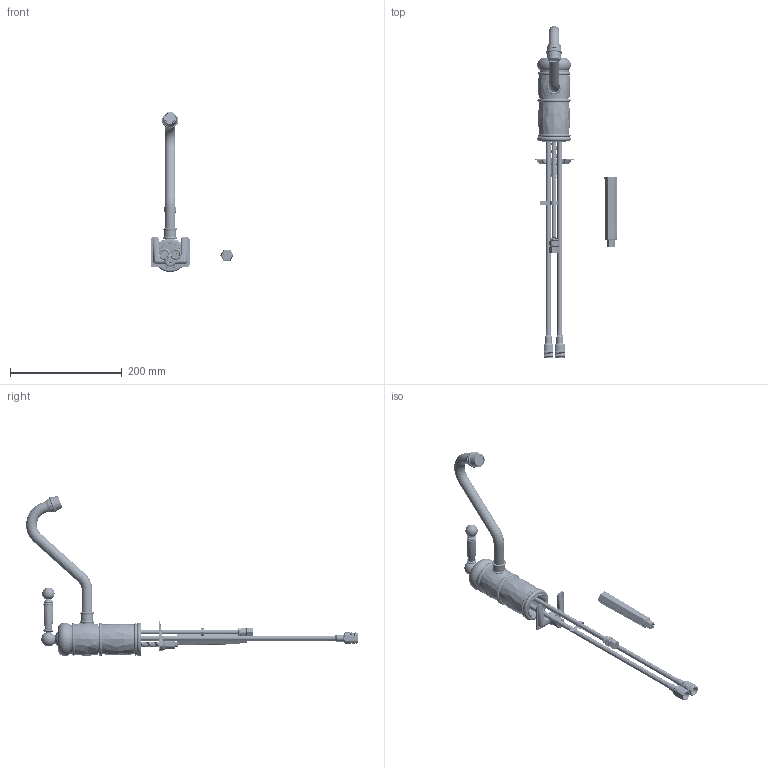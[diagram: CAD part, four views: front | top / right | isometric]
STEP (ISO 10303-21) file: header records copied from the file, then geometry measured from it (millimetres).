
FILE_DESCRIPTION((''),'2;1');
FILE_NAME('940_ASM','2010-10-20T',('project'),(''),'PRO/ENGINEER BY PARAMETRIC TECHNOLOGY CORPORATION, 2009300','PRO/ENGINEER BY PARAMETRIC TECHNOLOGY CORPORATION, 2009300','');
FILE_SCHEMA(('CONFIG_CONTROL_DESIGN'));
Length unit declared in the file: inch
Products named in the file (34): 11291; 10354A; 10353; 10350; 10351; 10352; 10194; 91014; 2-178_ASM; 2-175_ASM; 11288; 1-064; 10357; 91031; 10822; 11287; 98037_10020_HOSE; 11281; 11292; 1-625_ASM; 10356; 10349; 10348; 91449; 2-176_ASM; 91362; 11280; 11285; 91413; 11290; 91414; 1-179_ASM; 92297; 940_ASM
Assembly tree (35 placements, depth 4):
  940_ASM
    11291
    2-175_ASM
      10354A
      10353
      10350
      10351
      2-178_ASM
        10352
        10194
        91014
    1-625_ASM
      11288
      1-064
      10357
      91031  x2
      10822
      11287
      98037_10020_HOSE
      11281
      11292  x2
    2-176_ASM
      10356
      10349
      10348
      91449
    91362
    11280
    11285
    91413
    1-179_ASM
      11290
      91414
    92297
Bounding box: 147.93 x 593.08 x 286.55 mm (x, y, z)
Volume: 406830 mm3; surface area: 328424.2 mm2
Topology: 31 solids, 68 shells, 3497 faces, 9259 edges, 5953 vertices
Faces by surface type: cylinder 1229, plane 863, bspline 600, extrusion 366, cone 245, torus 162, sphere 32
Entity records: 205313 total; most frequent: CARTESIAN_POINT 129590, ORIENTED_EDGE 17007, DIRECTION 12652, EDGE_CURVE 8704, VERTEX_POINT 5614, AXIS2_PLACEMENT_3D 4290, VECTOR 4072, LINE 3706
